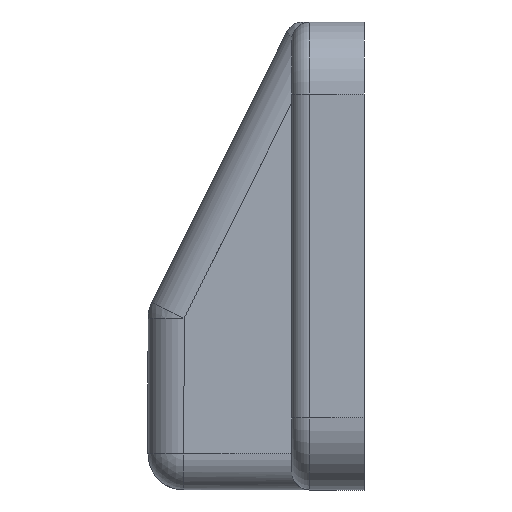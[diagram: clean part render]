
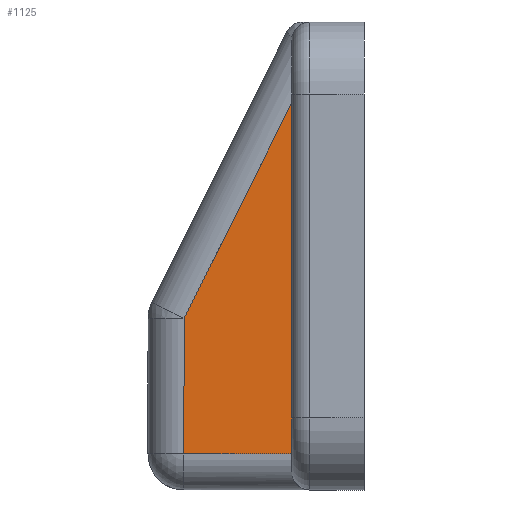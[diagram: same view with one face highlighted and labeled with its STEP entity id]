
A CAD part, left-side view. The second image highlights one B-rep face of the part: STEP entity #1125.
In plain terms, the highlighted planar face has unit normal (-1, 0, 0).
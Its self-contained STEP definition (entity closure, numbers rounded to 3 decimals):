
#144 = EDGE_CURVE ( 'NONE', #254, #255, #499, .T. ) ;
#254 = VERTEX_POINT ( 'NONE', #960 ) ;
#255 = VERTEX_POINT ( 'NONE', #961 ) ;
#281 = VERTEX_POINT ( 'NONE', #987 ) ;
#282 = VERTEX_POINT ( 'NONE', #988 ) ;
#499 = LINE ( 'NONE', #500, #626 ) ;
#500 = CARTESIAN_POINT ( 'NONE',  ( -18., 4., 9. ) ) ;
#501 = DIRECTION ( 'NONE',  ( 0., 0., 1. ) ) ;
#553 = EDGE_CURVE ( 'NONE', #255, #281, #1012, .T. ) ;
#557 = EDGE_CURVE ( 'NONE', #281, #282, #1024, .T. ) ;
#560 = EDGE_CURVE ( 'NONE', #282, #254, #1033, .T. ) ;
#567 = FACE_OUTER_BOUND ( 'NONE', #1159, .T. ) ;
#570 = AXIS2_PLACEMENT_3D ( 'NONE', #736, #737, #738 ) ;
#626 = VECTOR ( 'NONE', #501, 1000. ) ;
#640 = VECTOR ( 'NONE', #1014, 1000. ) ;
#645 = VECTOR ( 'NONE', #1026, 1000. ) ;
#648 = VECTOR ( 'NONE', #1035, 1000. ) ;
#735 = PLANE ( 'NONE',  #570 ) ;
#736 = CARTESIAN_POINT ( 'NONE',  ( -18., 3.404, 12. ) ) ;
#737 = DIRECTION ( 'NONE',  ( -1., 0., 0. ) ) ;
#738 = DIRECTION ( 'NONE',  ( 0., 0., 1. ) ) ;
#960 = CARTESIAN_POINT ( 'NONE',  ( -18., 4., -11. ) ) ;
#961 = CARTESIAN_POINT ( 'NONE',  ( -18., 4., 8.563 ) ) ;
#987 = CARTESIAN_POINT ( 'NONE',  ( -18., 10., -3.471 ) ) ;
#988 = CARTESIAN_POINT ( 'NONE',  ( -18., 10., -11. ) ) ;
#1012 = LINE ( 'NONE', #1013, #640 ) ;
#1013 = CARTESIAN_POINT ( 'NONE',  ( -18., 10.21, -3.892 ) ) ;
#1014 = DIRECTION ( 'NONE',  ( 0., 0.446, -0.895 ) ) ;
#1024 = LINE ( 'NONE', #1025, #645 ) ;
#1025 = CARTESIAN_POINT ( 'NONE',  ( -18., 10., -13. ) ) ;
#1026 = DIRECTION ( 'NONE',  ( 0., 0., -1. ) ) ;
#1033 = LINE ( 'NONE', #1034, #648 ) ;
#1034 = CARTESIAN_POINT ( 'NONE',  ( -18., 3., -11. ) ) ;
#1035 = DIRECTION ( 'NONE',  ( 0., -1., 0. ) ) ;
#1125 = ADVANCED_FACE ( 'NONE', ( #567 ), #735, .T. ) ;
#1159 = EDGE_LOOP ( 'NONE', ( #1843, #1844, #1848, #1841 ) ) ;
#1841 = ORIENTED_EDGE ( 'NONE', *, *, #560, .T. ) ;
#1843 = ORIENTED_EDGE ( 'NONE', *, *, #144, .T. ) ;
#1844 = ORIENTED_EDGE ( 'NONE', *, *, #553, .T. ) ;
#1848 = ORIENTED_EDGE ( 'NONE', *, *, #557, .T. ) ;
